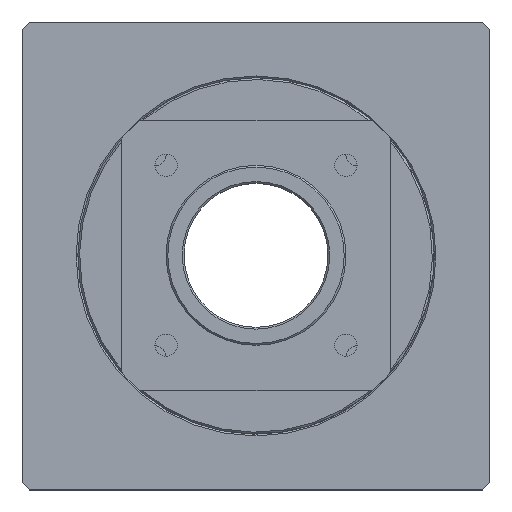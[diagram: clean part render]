
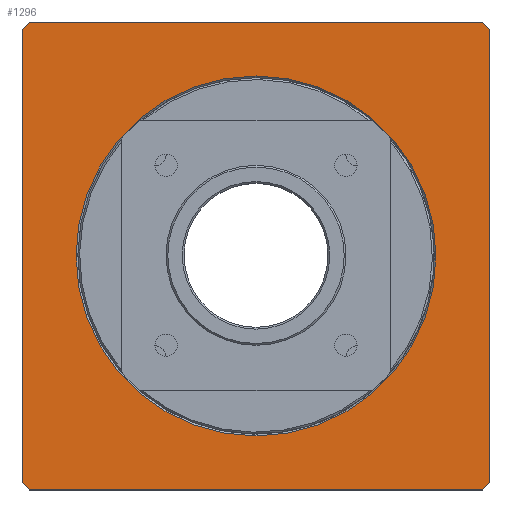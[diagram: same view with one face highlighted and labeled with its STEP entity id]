
A CAD part, top view. The second image highlights one B-rep face of the part: STEP entity #1296.
In plain terms, the highlighted planar face has unit normal (0, 0, 1).
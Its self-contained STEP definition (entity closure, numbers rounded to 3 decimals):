
#36=PLANE($,#1429);
#108=LINE($,#2238,#192);
#109=LINE($,#2240,#193);
#110=LINE($,#2242,#194);
#111=LINE($,#2244,#195);
#112=LINE($,#2246,#196);
#113=LINE($,#2248,#197);
#114=LINE($,#2250,#198);
#115=LINE($,#2251,#199);
#192=VECTOR($,#1740,2.828);
#193=VECTOR($,#1741,126.);
#194=VECTOR($,#1742,2.828);
#195=VECTOR($,#1743,126.);
#196=VECTOR($,#1744,2.828);
#197=VECTOR($,#1745,126.);
#198=VECTOR($,#1746,2.828);
#199=VECTOR($,#1747,126.);
#282=FACE_BOUND($,#449,.T.);
#341=FACE_OUTER_BOUND($,#448,.T.);
#448=EDGE_LOOP($,(#1076,#1077,#1078,#1079,#1080,#1081,#1082,#1083));
#449=EDGE_LOOP($,(#1084));
#527=CIRCLE($,#1428,50.);
#629=VERTEX_POINT($,#2233);
#630=VERTEX_POINT($,#2236);
#631=VERTEX_POINT($,#2237);
#632=VERTEX_POINT($,#2239);
#633=VERTEX_POINT($,#2241);
#634=VERTEX_POINT($,#2243);
#635=VERTEX_POINT($,#2245);
#636=VERTEX_POINT($,#2247);
#637=VERTEX_POINT($,#2249);
#783=EDGE_CURVE($,#629,#629,#527,.T.);
#784=EDGE_CURVE($,#630,#631,#108,.T.);
#785=EDGE_CURVE($,#632,#630,#109,.T.);
#786=EDGE_CURVE($,#633,#632,#110,.T.);
#787=EDGE_CURVE($,#634,#633,#111,.T.);
#788=EDGE_CURVE($,#635,#634,#112,.T.);
#789=EDGE_CURVE($,#636,#635,#113,.T.);
#790=EDGE_CURVE($,#637,#636,#114,.T.);
#791=EDGE_CURVE($,#631,#637,#115,.T.);
#1076=ORIENTED_EDGE($,*,*,#784,.F.);
#1077=ORIENTED_EDGE($,*,*,#785,.F.);
#1078=ORIENTED_EDGE($,*,*,#786,.F.);
#1079=ORIENTED_EDGE($,*,*,#787,.F.);
#1080=ORIENTED_EDGE($,*,*,#788,.F.);
#1081=ORIENTED_EDGE($,*,*,#789,.F.);
#1082=ORIENTED_EDGE($,*,*,#790,.F.);
#1083=ORIENTED_EDGE($,*,*,#791,.F.);
#1084=ORIENTED_EDGE($,*,*,#783,.F.);
#1296=ADVANCED_FACE($,(#341,#282),#36,.T.);
#1428=AXIS2_PLACEMENT_3D($,#2234,#1736,#1737);
#1429=AXIS2_PLACEMENT_3D($,#2235,#1738,#1739);
#1736=DIRECTION('center_axis',(0.,0.,1.));
#1737=DIRECTION('ref_axis',(-1.,0.,0.));
#1738=DIRECTION('center_axis',(0.,0.,1.));
#1739=DIRECTION('ref_axis',(1.,0.,0.));
#1740=DIRECTION($,(0.707,0.707,0.));
#1741=DIRECTION($,(0.,1.,0.));
#1742=DIRECTION($,(-0.707,0.707,0.));
#1743=DIRECTION($,(-1.,0.,0.));
#1744=DIRECTION($,(-0.707,-0.707,0.));
#1745=DIRECTION($,(0.,-1.,0.));
#1746=DIRECTION($,(0.707,-0.707,0.));
#1747=DIRECTION($,(1.,0.,0.));
#2233=CARTESIAN_POINT('',(50.,0.,15.));
#2234=CARTESIAN_POINT('Origin',(0.,0.,15.));
#2235=CARTESIAN_POINT('Origin',(0.,0.,
15.));
#2236=CARTESIAN_POINT('',(-65.,63.,15.));
#2237=CARTESIAN_POINT('',(-63.,65.,15.));
#2238=CARTESIAN_POINT($,(-64.,64.,15.));
#2239=CARTESIAN_POINT('',(-65.,-63.,15.));
#2240=CARTESIAN_POINT($,(-65.,65.,15.));
#2241=CARTESIAN_POINT('',(-63.,-65.,15.));
#2242=CARTESIAN_POINT($,(-64.,-64.,15.));
#2243=CARTESIAN_POINT('',(63.,-65.,15.));
#2244=CARTESIAN_POINT($,(-65.,-65.,15.));
#2245=CARTESIAN_POINT('',(65.,-63.,15.));
#2246=CARTESIAN_POINT($,(64.,-64.,15.));
#2247=CARTESIAN_POINT('',(65.,63.,15.));
#2248=CARTESIAN_POINT($,(65.,-65.,15.));
#2249=CARTESIAN_POINT('',(63.,65.,15.));
#2250=CARTESIAN_POINT($,(64.,64.,15.));
#2251=CARTESIAN_POINT($,(65.,65.,15.));
